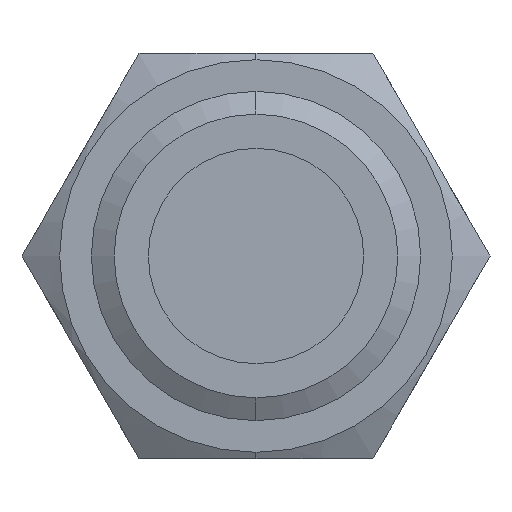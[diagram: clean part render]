
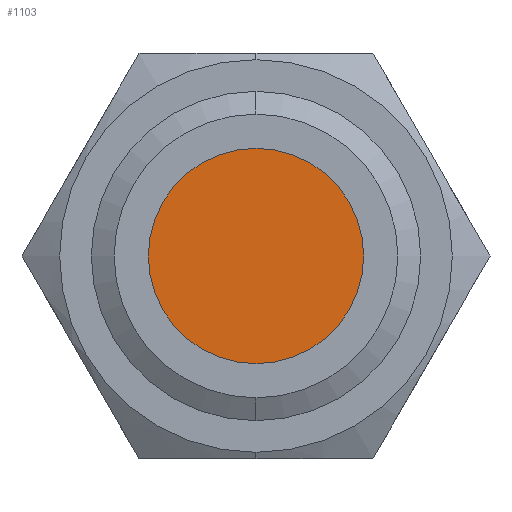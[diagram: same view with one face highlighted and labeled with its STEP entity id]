
A CAD part, front view. The second image highlights one B-rep face of the part: STEP entity #1103.
In plain terms, the highlighted planar face has unit normal (0, -1, 0).
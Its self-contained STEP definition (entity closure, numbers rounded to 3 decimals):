
#6 = CIRCLE ( 'NONE', #990, 4.25 ) ;
#74 = EDGE_CURVE ( 'NONE', #744, #866, #294, .T. ) ;
#95 = DIRECTION ( 'NONE',  ( 0., 1., 0. ) ) ;
#147 = CARTESIAN_POINT ( 'NONE',  ( 0., 8., 0. ) ) ;
#194 = CARTESIAN_POINT ( 'NONE',  ( 0., 8., 0. ) ) ;
#203 = EDGE_LOOP ( 'NONE', ( #481, #568 ) ) ;
#212 = EDGE_CURVE ( 'NONE', #866, #744, #6, .T. ) ;
#290 = CARTESIAN_POINT ( 'NONE',  ( 0., 8., -4.25 ) ) ;
#294 = CIRCLE ( 'NONE', #469, 4.25 ) ;
#360 = DIRECTION ( 'NONE',  ( 0., -1., 0. ) ) ;
#451 = PLANE ( 'NONE',  #507 ) ;
#459 = CARTESIAN_POINT ( 'NONE',  ( 0., 8., 4.25 ) ) ;
#469 = AXIS2_PLACEMENT_3D ( 'NONE', #147, #787, #1155 ) ;
#481 = ORIENTED_EDGE ( 'NONE', *, *, #74, .T. ) ;
#507 = AXIS2_PLACEMENT_3D ( 'NONE', #723, #95, #1004 ) ;
#561 = DIRECTION ( 'NONE',  ( 0., 0., -1. ) ) ;
#568 = ORIENTED_EDGE ( 'NONE', *, *, #212, .T. ) ;
#723 = CARTESIAN_POINT ( 'NONE',  ( 0., 8., 0. ) ) ;
#737 = FACE_OUTER_BOUND ( 'NONE', #203, .T. ) ;
#744 = VERTEX_POINT ( 'NONE', #290 ) ;
#787 = DIRECTION ( 'NONE',  ( 0., -1., 0. ) ) ;
#866 = VERTEX_POINT ( 'NONE', #459 ) ;
#990 = AXIS2_PLACEMENT_3D ( 'NONE', #194, #360, #561 ) ;
#1004 = DIRECTION ( 'NONE',  ( 1., 0., 0. ) ) ;
#1103 = ADVANCED_FACE ( 'NONE', ( #737 ), #451, .F. ) ;
#1155 = DIRECTION ( 'NONE',  ( 0., 0., -1. ) ) ;
